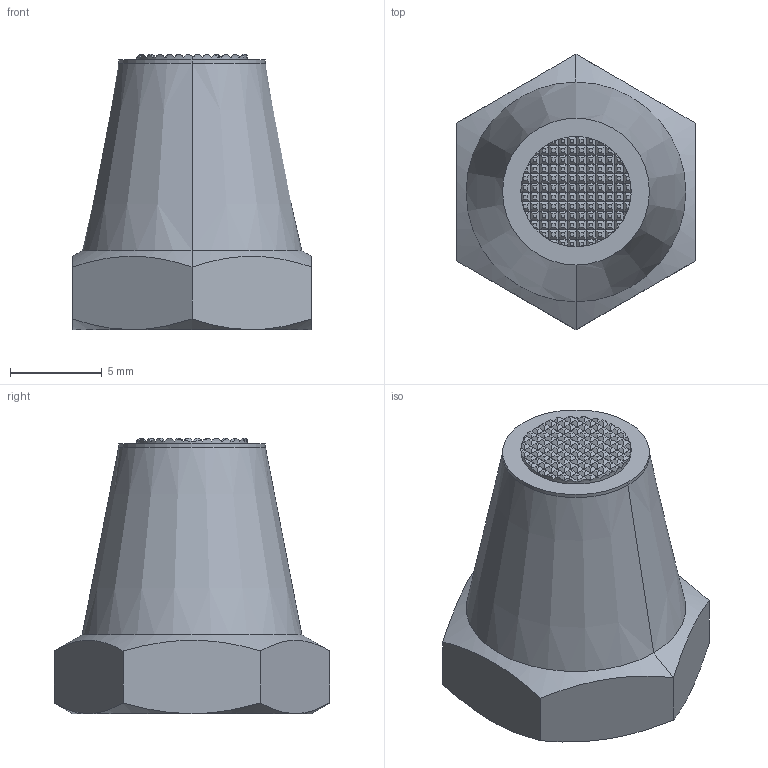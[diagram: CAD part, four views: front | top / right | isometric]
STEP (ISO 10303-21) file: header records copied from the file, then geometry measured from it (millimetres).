
FILE_DESCRIPTION (( 'STEP AP203' ), '1' );
FILE_NAME ('bj810-08015-s.STEP', '2021-10-25T00:29:57', ( '' ), ( '' ), 'SwSTEP 2.0', 'SolidWorks 2020', '' );
FILE_SCHEMA (( 'CONFIG_CONTROL_DESIGN' ));
Length unit declared in the file: millimetre
Products named in the file (1): bj810-08015-s
Bounding box: 13 x 15.01 x 15 mm (x, y, z)
Volume: 1140.5 mm3; surface area: 896 mm2
Topology: 1 solids, 1 shells, 411 faces, 1208 edges, 801 vertices
Faces by surface type: plane 394, cone 11, cylinder 6
Entity records: 13564 total; most frequent: CARTESIAN_POINT 2851, ORIENTED_EDGE 2416, DIRECTION 1949, EDGE_CURVE 1208, VECTOR 1055, LINE 1055, VERTEX_POINT 801, AXIS2_PLACEMENT_3D 447
